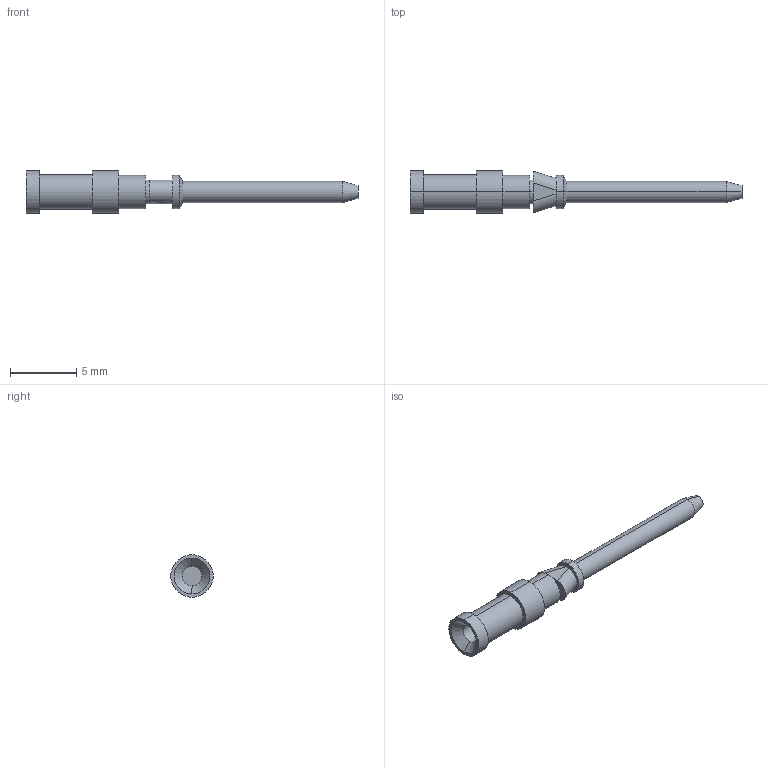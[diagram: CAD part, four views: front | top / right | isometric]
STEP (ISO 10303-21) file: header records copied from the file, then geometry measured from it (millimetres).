
FILE_DESCRIPTION(('SolidDesigner STEP Export'),'2;1');
FILE_NAME('1663365_CK1.6_ED_1.00ST_AG-select.stp','2014-02-18T 8:40:34',(''),(''),'Creo Elements/Direct Modeling STEP processor for AP214 (Solid Model)','Creo Elements/Direct Modeling 18.1B 29-Sep-2012 (C) Parametric Technology GmbH','');
FILE_SCHEMA(('AUTOMOTIVE_DESIGN { 1 0 10303 214 1 1 1 1 }'));
Length unit declared in the file: millimetre
Products named in the file (2): 1663365_CK1.6_ED_1.00ST_AG-select
Assembly tree (1 placements, depth 2):
  1663365_CK1.6_ED_1.00ST_AG-select
    1663365_CK1.6_ED_1.00ST_AG-select
Bounding box: 25 x 3.2 x 3.2 mm (x, y, z)
Volume: 77 mm3; surface area: 225.8 mm2
Topology: 1 solids, 1 shells, 39 faces, 91 edges, 60 vertices
Faces by surface type: cylinder 18, plane 13, cone 6, bspline 2
Entity records: 1610 total; most frequent: CARTESIAN_POINT 423, ORIENTED_EDGE 182, DIRECTION 160, EDGE_CURVE 91, AXIS2_PLACEMENT_3D 65, VERTEX_POINT 60, EDGE_LOOP 45, COLOUR_RGB 40
